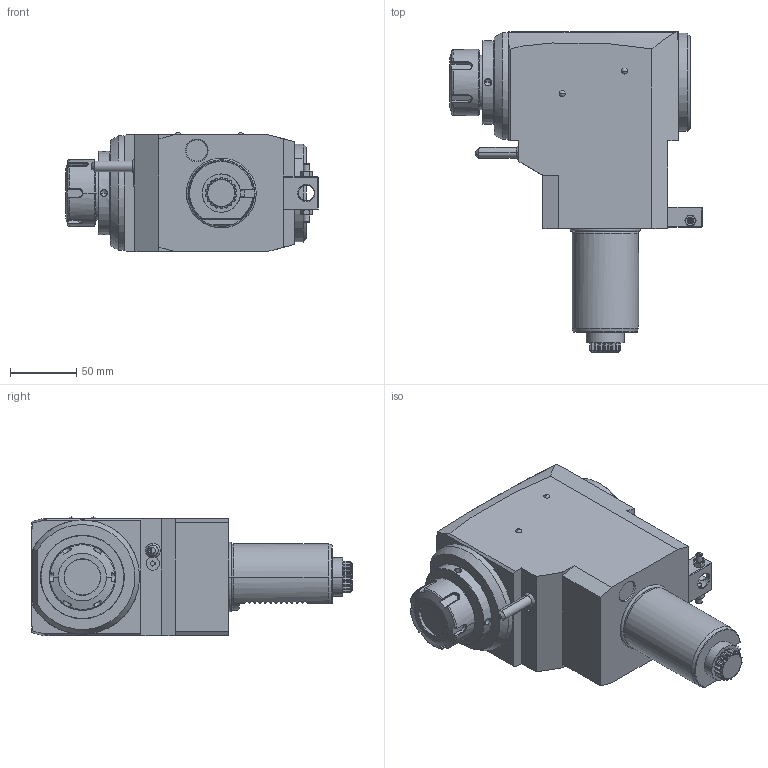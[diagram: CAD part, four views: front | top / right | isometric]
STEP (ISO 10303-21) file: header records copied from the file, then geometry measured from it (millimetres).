
FILE_DESCRIPTION((''),'2;1');
FILE_NAME('NGT1_50_231_32_1_2_110','2023-04-10T',('vali'),('NOVA GRUP'),'PRO/ENGINEER BY PARAMETRIC TECHNOLOGY CORPORATION, 2010280','PRO/ENGINEER BY PARAMETRIC TECHNOLOGY CORPORATION, 2010280','');
FILE_SCHEMA(('CONFIG_CONTROL_DESIGN'));
Length unit declared in the file: millimetre
Products named in the file (1): NGT1_50_231_32_1_2_110
Bounding box: 190.1 x 241 x 89.6 mm (x, y, z)
Volume: 1811460.1 mm3; surface area: 111934.4 mm2
Topology: 1 solids, 1 shells, 506 faces, 1349 edges, 845 vertices
Faces by surface type: plane 194, cylinder 157, cone 91, bspline 44, torus 12, sphere 6, extrusion 2
Entity records: 22739 total; most frequent: CARTESIAN_POINT 11033, ORIENTED_EDGE 2650, DIRECTION 2090, EDGE_CURVE 1325, VERTEX_POINT 845, AXIS2_PLACEMENT_3D 751, VECTOR 588, LINE 586
